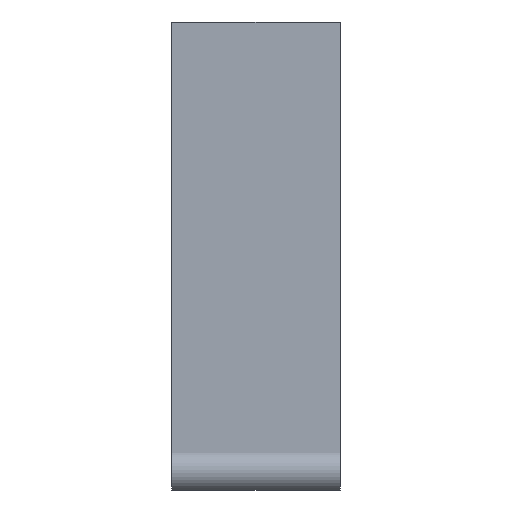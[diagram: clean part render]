
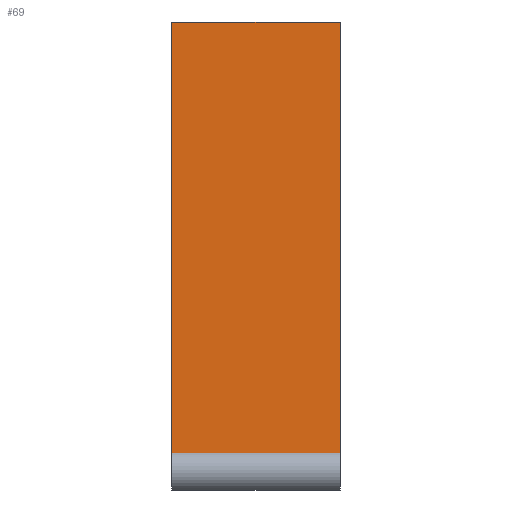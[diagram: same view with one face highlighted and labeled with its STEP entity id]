
A CAD part, front view. The second image highlights one B-rep face of the part: STEP entity #69.
In plain terms, the highlighted planar face has unit normal (0, -1, 0).
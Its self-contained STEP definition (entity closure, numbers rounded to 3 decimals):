
#9 = ORIENTED_EDGE ( 'NONE', *, *, #143, .T. ) ;
#12 = LINE ( 'NONE', #103, #240 ) ;
#22 = VECTOR ( 'NONE', #241, 1000. ) ;
#23 = CARTESIAN_POINT ( 'NONE',  ( 9.7, 0., 0. ) ) ;
#41 = CARTESIAN_POINT ( 'NONE',  ( 0., 0., -24.872 ) ) ;
#60 = VECTOR ( 'NONE', #234, 1000. ) ;
#61 = DIRECTION ( 'NONE',  ( 0., 1., 0. ) ) ;
#62 = FACE_OUTER_BOUND ( 'NONE', #229, .T. ) ;
#63 = CARTESIAN_POINT ( 'NONE',  ( 9.7, 0., 0. ) ) ;
#69 = ADVANCED_FACE ( 'NONE', ( #62 ), #85, .F. ) ;
#72 = VERTEX_POINT ( 'NONE', #41 ) ;
#85 = PLANE ( 'NONE',  #180 ) ;
#86 = LINE ( 'NONE', #121, #60 ) ;
#88 = EDGE_CURVE ( 'NONE', #94, #72, #86, .T. ) ;
#94 = VERTEX_POINT ( 'NONE', #239 ) ;
#103 = CARTESIAN_POINT ( 'NONE',  ( 9.7, 0., -24.872 ) ) ;
#115 = EDGE_CURVE ( 'NONE', #289, #72, #12, .T. ) ;
#121 = CARTESIAN_POINT ( 'NONE',  ( 0., 0., 0. ) ) ;
#137 = CARTESIAN_POINT ( 'NONE',  ( 9.7, 0., -24.872 ) ) ;
#140 = VECTOR ( 'NONE', #242, 1000. ) ;
#143 = EDGE_CURVE ( 'NONE', #196, #94, #152, .T. ) ;
#146 = DIRECTION ( 'NONE',  ( 0., 0., 1. ) ) ;
#150 = LINE ( 'NONE', #23, #22 ) ;
#152 = LINE ( 'NONE', #263, #140 ) ;
#180 = AXIS2_PLACEMENT_3D ( 'NONE', #261, #61, #146 ) ;
#188 = DIRECTION ( 'NONE',  ( -1., 0., 0. ) ) ;
#196 = VERTEX_POINT ( 'NONE', #63 ) ;
#210 = EDGE_CURVE ( 'NONE', #196, #289, #150, .T. ) ;
#229 = EDGE_LOOP ( 'NONE', ( #270, #256, #276, #9 ) ) ;
#234 = DIRECTION ( 'NONE',  ( 0., 0., -1. ) ) ;
#239 = CARTESIAN_POINT ( 'NONE',  ( 0., 0., 0. ) ) ;
#240 = VECTOR ( 'NONE', #188, 1000. ) ;
#241 = DIRECTION ( 'NONE',  ( 0., 0., -1. ) ) ;
#242 = DIRECTION ( 'NONE',  ( -1., 0., 0. ) ) ;
#256 = ORIENTED_EDGE ( 'NONE', *, *, #115, .F. ) ;
#261 = CARTESIAN_POINT ( 'NONE',  ( 9.7, 0., 0. ) ) ;
#263 = CARTESIAN_POINT ( 'NONE',  ( 9.7, 0., 0. ) ) ;
#270 = ORIENTED_EDGE ( 'NONE', *, *, #88, .T. ) ;
#276 = ORIENTED_EDGE ( 'NONE', *, *, #210, .F. ) ;
#289 = VERTEX_POINT ( 'NONE', #137 ) ;
